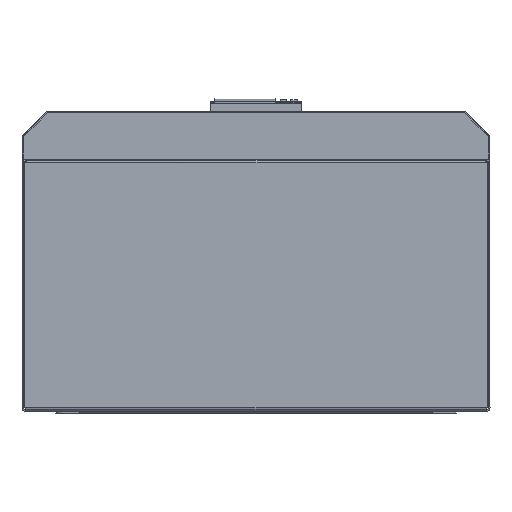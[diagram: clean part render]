
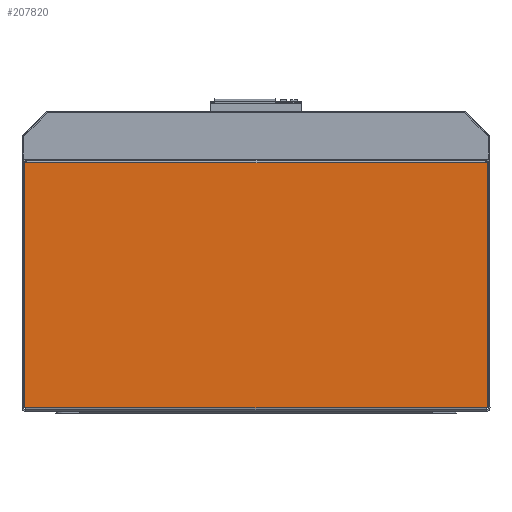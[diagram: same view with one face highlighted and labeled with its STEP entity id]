
A CAD part, front view. The second image highlights one B-rep face of the part: STEP entity #207820.
In plain terms, the highlighted planar face has unit normal (0, -1, 0).
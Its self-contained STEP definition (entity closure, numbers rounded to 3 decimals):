
#12105=FACE_OUTER_BOUND('',#23525,.T.);
#23525=EDGE_LOOP('',(#178347,#178348,#178349,#178350,#178351,#178352));
#51242=LINE('',#319642,#78657);
#51297=LINE('',#320002,#78712);
#51298=LINE('',#320004,#78713);
#51299=LINE('',#320006,#78714);
#51300=LINE('',#320008,#78715);
#51301=LINE('',#320009,#78716);
#78657=VECTOR('',#263371,10.);
#78712=VECTOR('',#263494,10.);
#78713=VECTOR('',#263495,10.);
#78714=VECTOR('',#263496,10.);
#78715=VECTOR('',#263497,10.);
#78716=VECTOR('',#263498,10.);
#97040=VERTEX_POINT('',#319630);
#97041=VERTEX_POINT('',#319641);
#97078=VERTEX_POINT('',#320001);
#97079=VERTEX_POINT('',#320003);
#97080=VERTEX_POINT('',#320005);
#97081=VERTEX_POINT('',#320007);
#124603=EDGE_CURVE('',#97041,#97040,#51242,.T.);
#124673=EDGE_CURVE('',#97078,#97040,#51297,.T.);
#124674=EDGE_CURVE('',#97079,#97078,#51298,.T.);
#124675=EDGE_CURVE('',#97079,#97080,#51299,.T.);
#124676=EDGE_CURVE('',#97081,#97080,#51300,.T.);
#124677=EDGE_CURVE('',#97041,#97081,#51301,.T.);
#178347=ORIENTED_EDGE('',*,*,#124603,.T.);
#178348=ORIENTED_EDGE('',*,*,#124673,.F.);
#178349=ORIENTED_EDGE('',*,*,#124674,.F.);
#178350=ORIENTED_EDGE('',*,*,#124675,.T.);
#178351=ORIENTED_EDGE('',*,*,#124676,.F.);
#178352=ORIENTED_EDGE('',*,*,#124677,.F.);
#189235=PLANE('',#217285);
#207820=ADVANCED_FACE('',(#12105),#189235,.F.);
#217285=AXIS2_PLACEMENT_3D('',#320000,#263492,#263493);
#263371=DIRECTION('',(-1.,0.,0.));
#263492=DIRECTION('center_axis',(0.,1.,0.));
#263493=DIRECTION('ref_axis',(1.,0.,0.));
#263494=DIRECTION('',(0.,0.,1.));
#263495=DIRECTION('',(-1.,0.,0.));
#263496=DIRECTION('',(1.,0.,0.));
#263497=DIRECTION('',(-1.,0.,0.));
#263498=DIRECTION('',(0.,0.,-1.));
#319630=CARTESIAN_POINT('',(-709.829,-42.59,352.441));
#319641=CARTESIAN_POINT('',(-314.95,-42.59,352.441));
#319642=CARTESIAN_POINT('',(-413.67,-42.59,352.441));
#320000=CARTESIAN_POINT('Origin',(-512.39,-42.59,247.497));
#320001=CARTESIAN_POINT('',(-709.829,-42.59,142.941));
#320002=CARTESIAN_POINT('',(-709.829,-42.59,142.941));
#320003=CARTESIAN_POINT('',(-709.39,-42.59,142.941));
#320004=CARTESIAN_POINT('',(-709.39,-42.59,142.941));
#320005=CARTESIAN_POINT('',(-315.39,-42.59,142.941));
#320006=CARTESIAN_POINT('',(-512.39,-42.59,142.941));
#320007=CARTESIAN_POINT('',(-314.95,-42.59,142.941));
#320008=CARTESIAN_POINT('',(-315.39,-42.59,142.941));
#320009=CARTESIAN_POINT('',(-314.95,-42.59,142.941));
